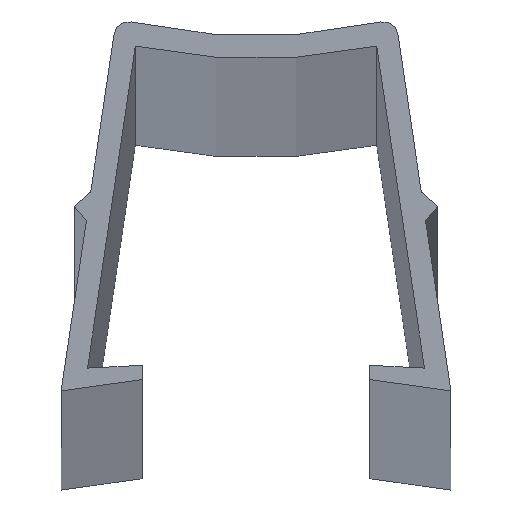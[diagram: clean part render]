
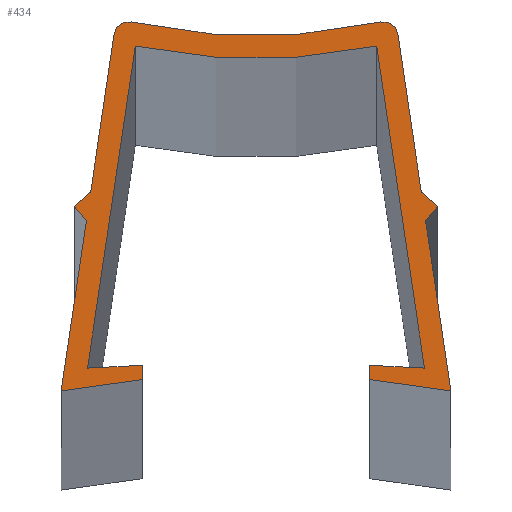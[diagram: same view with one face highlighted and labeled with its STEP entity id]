
A CAD part, top view. The second image highlights one B-rep face of the part: STEP entity #434.
In plain terms, the highlighted planar face has unit normal (0, 0, 1).
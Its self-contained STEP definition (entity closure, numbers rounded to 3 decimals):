
#15=CIRCLE('',#464,20.8);
#17=CIRCLE('',#475,0.5);
#19=CIRCLE('',#478,20.);
#21=CIRCLE('',#481,0.5);
#48=FACE_OUTER_BOUND('',#70,.T.);
#70=EDGE_LOOP('',(#375,#376,#377,#378,#379,#380,#381,#382,#383,#384,#385,
#386,#387,#388,#389,#390,#391,#392,#393,#394));
#71=LINE('',#606,#123);
#75=LINE('',#614,#127);
#78=LINE('',#620,#130);
#81=LINE('',#626,#133);
#84=LINE('',#632,#136);
#88=LINE('',#644,#140);
#91=LINE('',#650,#143);
#94=LINE('',#656,#146);
#97=LINE('',#662,#149);
#100=LINE('',#668,#152);
#103=LINE('',#674,#155);
#106=LINE('',#680,#158);
#109=LINE('',#686,#161);
#115=LINE('',#710,#167);
#118=LINE('',#716,#170);
#121=LINE('',#721,#173);
#123=VECTOR('',#492,1000.);
#127=VECTOR('',#498,1000.);
#130=VECTOR('',#503,1000.);
#133=VECTOR('',#508,1000.);
#136=VECTOR('',#513,1000.);
#140=VECTOR('',#525,1000.);
#143=VECTOR('',#530,1000.);
#146=VECTOR('',#535,1000.);
#149=VECTOR('',#540,1000.);
#152=VECTOR('',#545,1000.);
#155=VECTOR('',#550,1000.);
#158=VECTOR('',#555,1000.);
#161=VECTOR('',#560,1000.);
#167=VECTOR('',#586,1000.);
#170=VECTOR('',#591,1000.);
#173=VECTOR('',#596,1000.);
#175=VERTEX_POINT('',#604);
#176=VERTEX_POINT('',#605);
#179=VERTEX_POINT('',#613);
#181=VERTEX_POINT('',#619);
#183=VERTEX_POINT('',#625);
#185=VERTEX_POINT('',#631);
#187=VERTEX_POINT('',#637);
#189=VERTEX_POINT('',#643);
#191=VERTEX_POINT('',#649);
#193=VERTEX_POINT('',#655);
#195=VERTEX_POINT('',#661);
#197=VERTEX_POINT('',#667);
#199=VERTEX_POINT('',#673);
#201=VERTEX_POINT('',#679);
#203=VERTEX_POINT('',#685);
#205=VERTEX_POINT('',#691);
#207=VERTEX_POINT('',#697);
#209=VERTEX_POINT('',#703);
#211=VERTEX_POINT('',#709);
#213=VERTEX_POINT('',#715);
#215=EDGE_CURVE('',#175,#176,#71,.T.);
#219=EDGE_CURVE('',#176,#179,#75,.T.);
#222=EDGE_CURVE('',#179,#181,#78,.T.);
#225=EDGE_CURVE('',#181,#183,#81,.T.);
#228=EDGE_CURVE('',#183,#185,#84,.T.);
#231=EDGE_CURVE('',#185,#187,#15,.T.);
#234=EDGE_CURVE('',#187,#189,#88,.T.);
#237=EDGE_CURVE('',#189,#191,#91,.T.);
#240=EDGE_CURVE('',#191,#193,#94,.T.);
#243=EDGE_CURVE('',#193,#195,#97,.T.);
#246=EDGE_CURVE('',#195,#197,#100,.T.);
#249=EDGE_CURVE('',#197,#199,#103,.T.);
#252=EDGE_CURVE('',#199,#201,#106,.T.);
#255=EDGE_CURVE('',#201,#203,#109,.T.);
#258=EDGE_CURVE('',#203,#205,#17,.T.);
#261=EDGE_CURVE('',#207,#205,#19,.T.);
#264=EDGE_CURVE('',#207,#209,#21,.T.);
#267=EDGE_CURVE('',#209,#211,#115,.T.);
#270=EDGE_CURVE('',#211,#213,#118,.T.);
#273=EDGE_CURVE('',#213,#175,#121,.T.);
#375=ORIENTED_EDGE('',*,*,#215,.T.);
#376=ORIENTED_EDGE('',*,*,#219,.T.);
#377=ORIENTED_EDGE('',*,*,#222,.T.);
#378=ORIENTED_EDGE('',*,*,#225,.T.);
#379=ORIENTED_EDGE('',*,*,#228,.T.);
#380=ORIENTED_EDGE('',*,*,#231,.T.);
#381=ORIENTED_EDGE('',*,*,#234,.T.);
#382=ORIENTED_EDGE('',*,*,#237,.T.);
#383=ORIENTED_EDGE('',*,*,#240,.T.);
#384=ORIENTED_EDGE('',*,*,#243,.T.);
#385=ORIENTED_EDGE('',*,*,#246,.T.);
#386=ORIENTED_EDGE('',*,*,#249,.T.);
#387=ORIENTED_EDGE('',*,*,#252,.T.);
#388=ORIENTED_EDGE('',*,*,#255,.T.);
#389=ORIENTED_EDGE('',*,*,#258,.T.);
#390=ORIENTED_EDGE('',*,*,#261,.F.);
#391=ORIENTED_EDGE('',*,*,#264,.T.);
#392=ORIENTED_EDGE('',*,*,#267,.T.);
#393=ORIENTED_EDGE('',*,*,#270,.T.);
#394=ORIENTED_EDGE('',*,*,#273,.T.);
#412=PLANE('',#487);
#434=ADVANCED_FACE('',(#48),#412,.T.);
#464=AXIS2_PLACEMENT_3D('',#638,#518,#519);
#475=AXIS2_PLACEMENT_3D('',#692,#565,#566);
#478=AXIS2_PLACEMENT_3D('',#698,#572,#573);
#481=AXIS2_PLACEMENT_3D('',#704,#579,#580);
#487=AXIS2_PLACEMENT_3D('',#724,#600,#601);
#492=DIRECTION('',(-0.147,-0.989,0.));
#498=DIRECTION('',(0.99,0.139,0.));
#503=DIRECTION('',(0.,1.,0.));
#508=DIRECTION('',(-0.999,-0.051,0.));
#513=DIRECTION('',(0.147,0.989,0.));
#518=DIRECTION('center_axis',(0.,0.,1.));
#519=DIRECTION('ref_axis',(1.,0.,0.));
#525=DIRECTION('',(0.147,-0.989,0.));
#530=DIRECTION('',(-0.999,0.051,0.));
#535=DIRECTION('',(0.,-1.,0.));
#540=DIRECTION('',(0.99,-0.139,0.));
#545=DIRECTION('',(-0.147,0.989,0.));
#550=DIRECTION('',(0.653,0.757,0.));
#555=DIRECTION('',(-0.757,0.653,0.));
#560=DIRECTION('',(-0.147,0.989,0.));
#565=DIRECTION('center_axis',(0.,0.,1.));
#566=DIRECTION('ref_axis',(1.,0.,0.));
#572=DIRECTION('center_axis',(0.,0.,1.));
#573=DIRECTION('ref_axis',(1.,0.,0.));
#579=DIRECTION('center_axis',(0.,0.,1.));
#580=DIRECTION('ref_axis',(1.,0.,0.));
#586=DIRECTION('',(-0.147,-0.989,0.));
#591=DIRECTION('',(-0.757,-0.653,0.));
#596=DIRECTION('',(0.653,-0.757,0.));
#600=DIRECTION('center_axis',(0.,0.,1.));
#601=DIRECTION('ref_axis',(1.,0.,0.));
#604=CARTESIAN_POINT('',(-5.97,6.,0.));
#605=CARTESIAN_POINT('',(-6.86,0.,0.));
#606=CARTESIAN_POINT('',(-5.97,6.,0.));
#613=CARTESIAN_POINT('',(-4.,0.4,0.));
#614=CARTESIAN_POINT('',(-6.86,0.,0.));
#619=CARTESIAN_POINT('',(-4.,0.9,0.));
#620=CARTESIAN_POINT('',(-4.,0.4,0.));
#625=CARTESIAN_POINT('',(-5.932,0.801,0.));
#626=CARTESIAN_POINT('',(-4.,0.9,0.));
#631=CARTESIAN_POINT('',(-4.25,12.139,0.));
#632=CARTESIAN_POINT('',(-5.932,0.801,0.));
#637=CARTESIAN_POINT('',(4.25,12.139,0.));
#638=CARTESIAN_POINT('Origin',(0.,32.5,0.));
#643=CARTESIAN_POINT('',(5.932,0.801,0.));
#644=CARTESIAN_POINT('',(4.25,12.139,0.));
#649=CARTESIAN_POINT('',(4.,0.9,0.));
#650=CARTESIAN_POINT('',(5.932,0.801,0.));
#655=CARTESIAN_POINT('',(4.,0.4,0.));
#656=CARTESIAN_POINT('',(4.,0.9,0.));
#661=CARTESIAN_POINT('',(6.86,0.,0.));
#662=CARTESIAN_POINT('',(4.,0.4,0.));
#667=CARTESIAN_POINT('',(5.97,6.,0.));
#668=CARTESIAN_POINT('',(6.86,0.,0.));
#673=CARTESIAN_POINT('',(6.401,6.5,0.));
#674=CARTESIAN_POINT('',(5.97,6.,0.));
#679=CARTESIAN_POINT('',(5.821,7.,0.));
#680=CARTESIAN_POINT('',(6.401,6.5,0.));
#685=CARTESIAN_POINT('',(4.995,12.573,0.));
#686=CARTESIAN_POINT('',(5.821,7.,0.));
#691=CARTESIAN_POINT('',(4.39,12.988,0.));
#692=CARTESIAN_POINT('Origin',(4.5,12.5,0.));
#697=CARTESIAN_POINT('',(-4.39,12.988,0.));
#698=CARTESIAN_POINT('Origin',(0.,32.5,0.));
#703=CARTESIAN_POINT('',(-4.995,12.573,0.));
#704=CARTESIAN_POINT('Origin',(-4.5,12.5,0.));
#709=CARTESIAN_POINT('',(-5.821,7.,0.));
#710=CARTESIAN_POINT('',(-4.995,12.573,0.));
#715=CARTESIAN_POINT('',(-6.401,6.5,0.));
#716=CARTESIAN_POINT('',(-5.821,7.,0.));
#721=CARTESIAN_POINT('',(-6.401,6.5,0.));
#724=CARTESIAN_POINT('Origin',(0.,32.5,0.));
